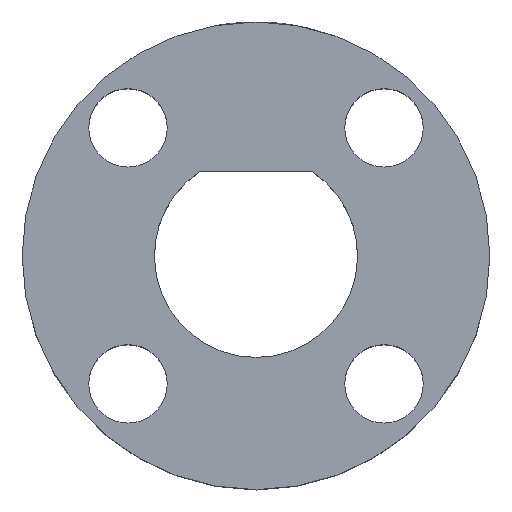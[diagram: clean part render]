
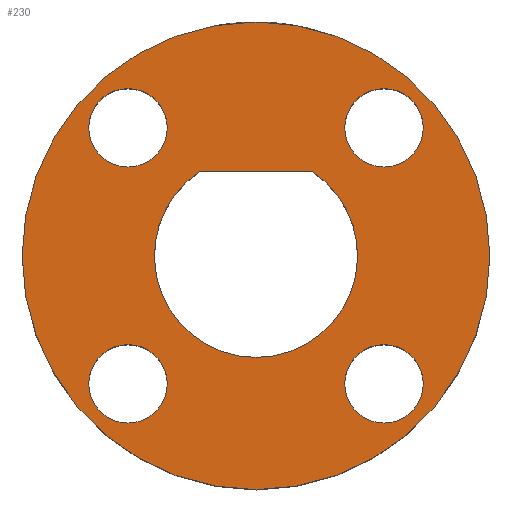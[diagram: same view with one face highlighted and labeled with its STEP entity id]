
A CAD part, top view. The second image highlights one B-rep face of the part: STEP entity #230.
In plain terms, the highlighted planar face has unit normal (0, 0, 1).
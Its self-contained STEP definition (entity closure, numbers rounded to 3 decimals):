
#22=FACE_BOUND('',#57,.T.);
#23=FACE_BOUND('',#58,.T.);
#24=FACE_BOUND('',#59,.T.);
#25=FACE_BOUND('',#60,.T.);
#26=FACE_BOUND('',#61,.T.);
#29=PLANE('',#278);
#39=FACE_OUTER_BOUND('',#56,.T.);
#56=EDGE_LOOP('',(#207));
#57=EDGE_LOOP('',(#208,#209));
#58=EDGE_LOOP('',(#210));
#59=EDGE_LOOP('',(#211));
#60=EDGE_LOOP('',(#212));
#61=EDGE_LOOP('',(#213));
#67=LINE('',#399,#77);
#77=VECTOR('',#292,10.);
#87=CIRCLE('',#257,3.366);
#90=CIRCLE('',#261,1.3);
#93=CIRCLE('',#265,1.3);
#96=CIRCLE('',#269,1.3);
#99=CIRCLE('',#273,1.3);
#100=CIRCLE('',#275,7.75);
#108=VERTEX_POINT('',#396);
#109=VERTEX_POINT('',#398);
#112=VERTEX_POINT('',#409);
#115=VERTEX_POINT('',#417);
#118=VERTEX_POINT('',#425);
#121=VERTEX_POINT('',#433);
#122=VERTEX_POINT('',#437);
#131=EDGE_CURVE('',#109,#108,#67,.T.);
#134=EDGE_CURVE('',#108,#109,#87,.T.);
#138=EDGE_CURVE('',#112,#112,#90,.T.);
#142=EDGE_CURVE('',#115,#115,#93,.T.);
#146=EDGE_CURVE('',#118,#118,#96,.T.);
#150=EDGE_CURVE('',#121,#121,#99,.T.);
#151=EDGE_CURVE('',#122,#122,#100,.T.);
#207=ORIENTED_EDGE('',*,*,#151,.T.);
#208=ORIENTED_EDGE('',*,*,#134,.T.);
#209=ORIENTED_EDGE('',*,*,#131,.T.);
#210=ORIENTED_EDGE('',*,*,#138,.T.);
#211=ORIENTED_EDGE('',*,*,#142,.T.);
#212=ORIENTED_EDGE('',*,*,#146,.T.);
#213=ORIENTED_EDGE('',*,*,#150,.T.);
#230=ADVANCED_FACE('',(#39,#22,#23,#24,#25,#26),#29,.T.);
#257=AXIS2_PLACEMENT_3D('',#403,#298,#299);
#261=AXIS2_PLACEMENT_3D('',#411,#307,#308);
#265=AXIS2_PLACEMENT_3D('',#419,#316,#317);
#269=AXIS2_PLACEMENT_3D('',#427,#325,#326);
#273=AXIS2_PLACEMENT_3D('',#435,#334,#335);
#275=AXIS2_PLACEMENT_3D('',#438,#338,#339);
#278=AXIS2_PLACEMENT_3D('',#443,#345,#346);
#292=DIRECTION('',(1.,0.,0.));
#298=DIRECTION('center_axis',(0.,0.,-1.));
#299=DIRECTION('ref_axis',(-1.,0.,0.));
#307=DIRECTION('center_axis',(0.,0.,-1.));
#308=DIRECTION('ref_axis',(-1.,0.,0.));
#316=DIRECTION('center_axis',(0.,0.,-1.));
#317=DIRECTION('ref_axis',(-1.,0.,0.));
#325=DIRECTION('center_axis',(0.,0.,-1.));
#326=DIRECTION('ref_axis',(-1.,0.,0.));
#334=DIRECTION('center_axis',(0.,0.,-1.));
#335=DIRECTION('ref_axis',(-1.,0.,0.));
#338=DIRECTION('center_axis',(0.,0.,1.));
#339=DIRECTION('ref_axis',(-1.,0.,0.));
#345=DIRECTION('center_axis',(0.,0.,1.));
#346=DIRECTION('ref_axis',(1.,0.,0.));
#396=CARTESIAN_POINT('',(1.876,2.794,6.));
#398=CARTESIAN_POINT('',(-1.876,2.794,6.));
#399=CARTESIAN_POINT('',(1.876,2.794,6.));
#403=CARTESIAN_POINT('Origin',(0.,0.,6.));
#409=CARTESIAN_POINT('',(5.543,-4.243,6.));
#411=CARTESIAN_POINT('Origin',(4.243,-4.243,6.));
#417=CARTESIAN_POINT('',(-2.943,4.243,6.));
#419=CARTESIAN_POINT('Origin',(-4.243,4.243,6.));
#425=CARTESIAN_POINT('',(5.543,4.243,6.));
#427=CARTESIAN_POINT('Origin',(4.243,4.243,6.));
#433=CARTESIAN_POINT('',(-2.943,-4.243,6.));
#435=CARTESIAN_POINT('Origin',(-4.243,-4.243,6.));
#437=CARTESIAN_POINT('',(7.75,0.,6.));
#438=CARTESIAN_POINT('Origin',(0.,0.,6.));
#443=CARTESIAN_POINT('Origin',(0.,0.,6.));
